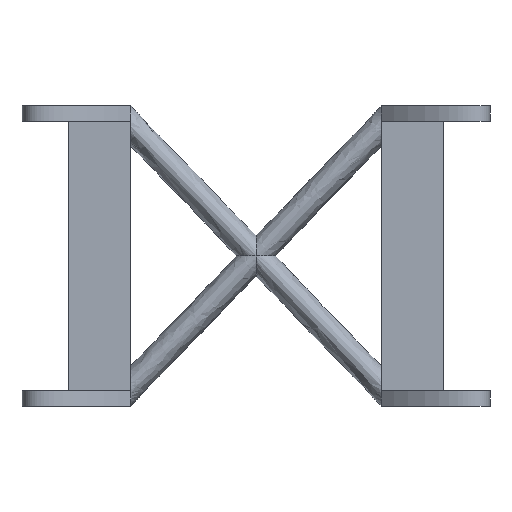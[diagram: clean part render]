
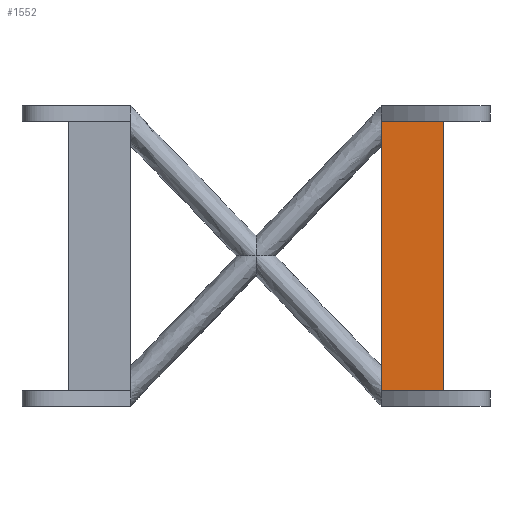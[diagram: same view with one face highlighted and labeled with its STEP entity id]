
A CAD part, front view. The second image highlights one B-rep face of the part: STEP entity #1552.
In plain terms, the highlighted planar face has unit normal (0, -1, 0).
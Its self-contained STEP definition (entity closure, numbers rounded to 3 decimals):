
#232=FACE_OUTER_BOUND('',#327,.T.);
#327=EDGE_LOOP('',(#1279,#1280,#1281,#1282));
#442=LINE('',#2634,#566);
#450=LINE('',#2711,#574);
#452=LINE('',#2715,#576);
#455=LINE('',#2727,#579);
#566=VECTOR('',#1976,10.);
#574=VECTOR('',#2004,10.);
#576=VECTOR('',#2008,10.);
#579=VECTOR('',#2023,10.);
#697=VERTEX_POINT('',#2632);
#698=VERTEX_POINT('',#2633);
#707=VERTEX_POINT('',#2710);
#708=VERTEX_POINT('',#2714);
#880=EDGE_CURVE('',#697,#698,#442,.T.);
#898=EDGE_CURVE('',#707,#698,#450,.T.);
#900=EDGE_CURVE('',#708,#707,#452,.T.);
#906=EDGE_CURVE('',#697,#708,#455,.T.);
#1279=ORIENTED_EDGE('',*,*,#898,.T.);
#1280=ORIENTED_EDGE('',*,*,#880,.F.);
#1281=ORIENTED_EDGE('',*,*,#906,.T.);
#1282=ORIENTED_EDGE('',*,*,#900,.T.);
#1480=PLANE('',#1696);
#1552=ADVANCED_FACE('',(#232),#1480,.T.);
#1696=AXIS2_PLACEMENT_3D('',#2745,#2035,#2036);
#1976=DIRECTION('',(0.,0.,1.));
#2004=DIRECTION('',(-1.,0.,0.));
#2008=DIRECTION('',(0.,0.,1.));
#2023=DIRECTION('',(1.,0.,0.));
#2035=DIRECTION('center_axis',(0.,-1.,0.));
#2036=DIRECTION('ref_axis',(1.,0.,0.));
#2632=CARTESIAN_POINT('',(50.,0.,0.));
#2633=CARTESIAN_POINT('',(50.,0.,43.));
#2634=CARTESIAN_POINT('',(50.,0.,0.));
#2710=CARTESIAN_POINT('',(60.,0.,43.));
#2711=CARTESIAN_POINT('',(54.342,0.,43.));
#2714=CARTESIAN_POINT('',(60.,0.,0.));
#2715=CARTESIAN_POINT('',(60.,0.,0.));
#2727=CARTESIAN_POINT('',(50.,0.,0.));
#2745=CARTESIAN_POINT('Origin',(50.,0.,0.));
